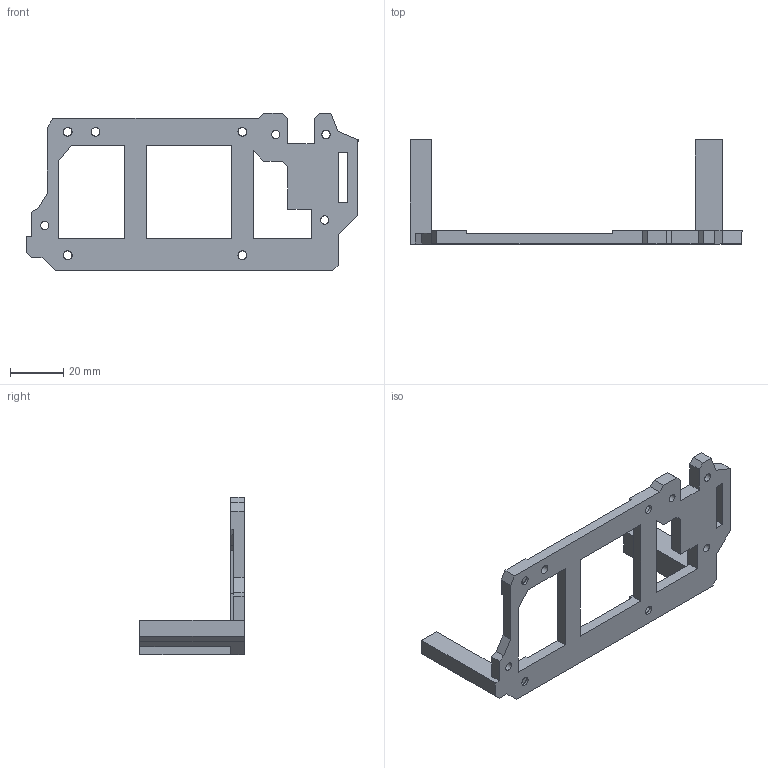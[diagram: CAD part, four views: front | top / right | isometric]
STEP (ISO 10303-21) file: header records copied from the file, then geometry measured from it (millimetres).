
FILE_DESCRIPTION(/* description */ (''),/* implementation_level */ '2;1');
FILE_NAME(/* name */ 'ServoHolder.step',/* time_stamp */ '2023-03-14T16:48:03+01:00',/* author */ (''),/* organization */ (''),/* preprocessor_version */ 'ST-DEVELOPER v19.2',/* originating_system */ 'Autodesk Translation Framework v11.17.0.187',/* authorisation */ '');
FILE_SCHEMA (('AUTOMOTIVE_DESIGN { 1 0 10303 214 3 1 1 }'));
Length unit declared in the file: millimetre
Products named in the file (1): ServoHolder
Bounding box: 124.15 x 39 x 59 mm (x, y, z)
Volume: 22334.7 mm3; surface area: 15074.6 mm2
Topology: 1 solids, 1 shells, 134 faces, 358 edges, 238 vertices
Faces by surface type: plane 116, cylinder 18
Full cylindrical faces by diameter (mm): 2.25 x1, 2.6 x2, 3.1 x4, 3.2 x6, 3.3 x5
Entity records: 4207 total; most frequent: CARTESIAN_POINT 731, ORIENTED_EDGE 716, DIRECTION 664, EDGE_CURVE 358, LINE 322, VECTOR 322, VERTEX_POINT 238, EDGE_LOOP 172
